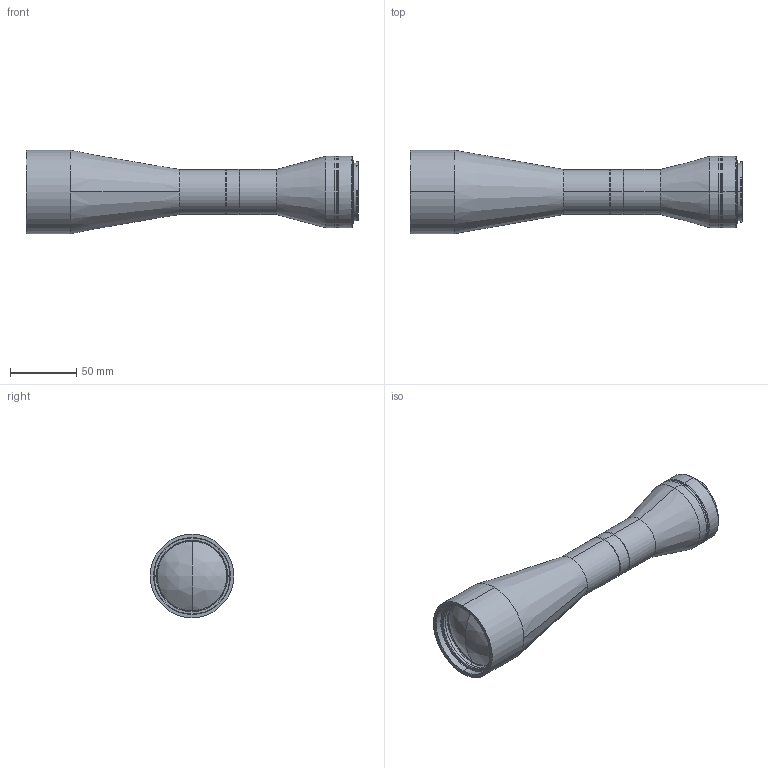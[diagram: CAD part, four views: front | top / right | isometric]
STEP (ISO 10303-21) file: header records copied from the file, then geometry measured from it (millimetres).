
FILE_DESCRIPTION (( 'STEP AP214' ), '1' );
FILE_NAME ('TTL28.5-45-70F.STEP', '2023-05-12T08:40:52', ( '' ), ( '' ), 'SwSTEP 2.0', 'SolidWorks 2022', '' );
FILE_SCHEMA (( 'AUTOMOTIVE_DESIGN' ));
Length unit declared in the file: millimetre
Products named in the file (1): TTL28.5-45-70F
Bounding box: 250.63 x 63 x 63 mm (x, y, z)
Volume: 216941.1 mm3; surface area: 103634.2 mm2
Topology: 21 solids, 21 shells, 395 faces, 877 edges, 551 vertices
Faces by surface type: cylinder 151, cone 107, plane 98, bspline 35, torus 4
Entity records: 16734 total; most frequent: CARTESIAN_POINT 3119, DIRECTION 2066, ORIENTED_EDGE 1754, EDGE_CURVE 877, AXIS2_PLACEMENT_3D 868, VERTEX_POINT 551, CIRCLE 507, EDGE_LOOP 456
